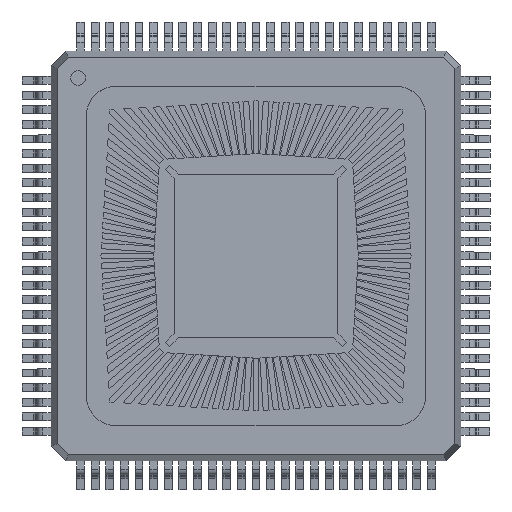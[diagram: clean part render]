
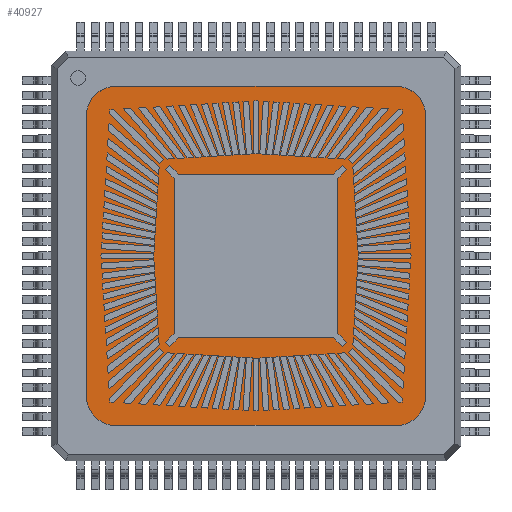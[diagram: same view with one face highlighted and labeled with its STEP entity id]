
A CAD part, top view. The second image highlights one B-rep face of the part: STEP entity #40927.
In plain terms, the highlighted planar face has unit normal (0, 0, 1).
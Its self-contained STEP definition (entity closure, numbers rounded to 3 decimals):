
#433=PLANE('',#43613);
#2507=FACE_OUTER_BOUND('',#4982,.T.);
#4982=EDGE_LOOP('',(#28566,#28567,#28568,#28569,#28570,#28571,#28572,#28573));
#7456=LINE('',#58649,#12636);
#7459=LINE('',#58660,#12639);
#7463=LINE('',#58672,#12643);
#7466=LINE('',#58681,#12646);
#12636=VECTOR('',#46896,9.594);
#12639=VECTOR('',#46907,9.594);
#12643=VECTOR('',#46919,9.594);
#12646=VECTOR('',#46930,9.594);
#17812=CIRCLE('',#43598,1.);
#17814=CIRCLE('',#43602,1.);
#17816=CIRCLE('',#43606,1.);
#17818=CIRCLE('',#43610,1.);
#18622=VERTEX_POINT('',#58636);
#18623=VERTEX_POINT('',#58637);
#18627=VERTEX_POINT('',#58647);
#18628=VERTEX_POINT('',#58651);
#18629=VERTEX_POINT('',#58652);
#18632=VERTEX_POINT('',#58663);
#18633=VERTEX_POINT('',#58664);
#18636=VERTEX_POINT('',#58675);
#22544=EDGE_CURVE('',#18622,#18623,#17812,.T.);
#22550=EDGE_CURVE('',#18627,#18623,#7456,.T.);
#22551=EDGE_CURVE('',#18628,#18629,#17814,.T.);
#22555=EDGE_CURVE('',#18622,#18629,#7459,.T.);
#22557=EDGE_CURVE('',#18632,#18633,#17816,.T.);
#22561=EDGE_CURVE('',#18628,#18633,#7463,.T.);
#22563=EDGE_CURVE('',#18627,#18636,#17818,.T.);
#22566=EDGE_CURVE('',#18632,#18636,#7466,.T.);
#28566=ORIENTED_EDGE('',*,*,#22544,.T.);
#28567=ORIENTED_EDGE('',*,*,#22550,.F.);
#28568=ORIENTED_EDGE('',*,*,#22563,.T.);
#28569=ORIENTED_EDGE('',*,*,#22566,.F.);
#28570=ORIENTED_EDGE('',*,*,#22557,.T.);
#28571=ORIENTED_EDGE('',*,*,#22561,.F.);
#28572=ORIENTED_EDGE('',*,*,#22551,.T.);
#28573=ORIENTED_EDGE('',*,*,#22555,.F.);
#40927=ADVANCED_FACE('',(#2507),#433,.F.);
#43598=AXIS2_PLACEMENT_3D('',#58638,#46886,#46887);
#43602=AXIS2_PLACEMENT_3D('',#58653,#46899,#46900);
#43606=AXIS2_PLACEMENT_3D('',#58665,#46911,#46912);
#43610=AXIS2_PLACEMENT_3D('',#58676,#46923,#46924);
#43613=AXIS2_PLACEMENT_3D('',#58683,#46932,#46933);
#46886=DIRECTION('center_axis',(0.,0.,1.));
#46887=DIRECTION('ref_axis',(0.707,-0.707,0.));
#46896=DIRECTION('',(0.,-1.,0.));
#46899=DIRECTION('center_axis',(0.,0.,1.));
#46900=DIRECTION('ref_axis',(-0.707,-0.707,0.));
#46907=DIRECTION('',(-1.,0.,0.));
#46911=DIRECTION('center_axis',(0.,0.,1.));
#46912=DIRECTION('ref_axis',(-0.707,0.707,0.));
#46919=DIRECTION('',(0.,1.,0.));
#46923=DIRECTION('center_axis',(0.,0.,1.));
#46924=DIRECTION('ref_axis',(0.707,0.707,0.));
#46930=DIRECTION('',(1.,0.,0.));
#46932=DIRECTION('center_axis',(0.,0.,-1.));
#46933=DIRECTION('ref_axis',(-1.,0.,0.));
#58636=CARTESIAN_POINT('',(4.797,-5.797,1.4));
#58637=CARTESIAN_POINT('',(5.797,-4.797,1.4));
#58638=CARTESIAN_POINT('Origin',(4.797,-4.797,1.4));
#58647=CARTESIAN_POINT('',(5.797,4.797,1.4));
#58649=CARTESIAN_POINT('',(5.797,5.797,1.4));
#58651=CARTESIAN_POINT('',(-5.797,-4.797,1.4));
#58652=CARTESIAN_POINT('',(-4.797,-5.797,1.4));
#58653=CARTESIAN_POINT('Origin',(-4.797,-4.797,1.4));
#58660=CARTESIAN_POINT('',(5.797,-5.797,1.4));
#58663=CARTESIAN_POINT('',(-4.797,5.797,1.4));
#58664=CARTESIAN_POINT('',(-5.797,4.797,1.4));
#58665=CARTESIAN_POINT('Origin',(-4.797,4.797,1.4));
#58672=CARTESIAN_POINT('',(-5.797,-5.797,1.4));
#58675=CARTESIAN_POINT('',(4.797,5.797,1.4));
#58676=CARTESIAN_POINT('Origin',(4.797,4.797,1.4));
#58681=CARTESIAN_POINT('',(-5.797,5.797,1.4));
#58683=CARTESIAN_POINT('Origin',(0.,0.,
1.4));
